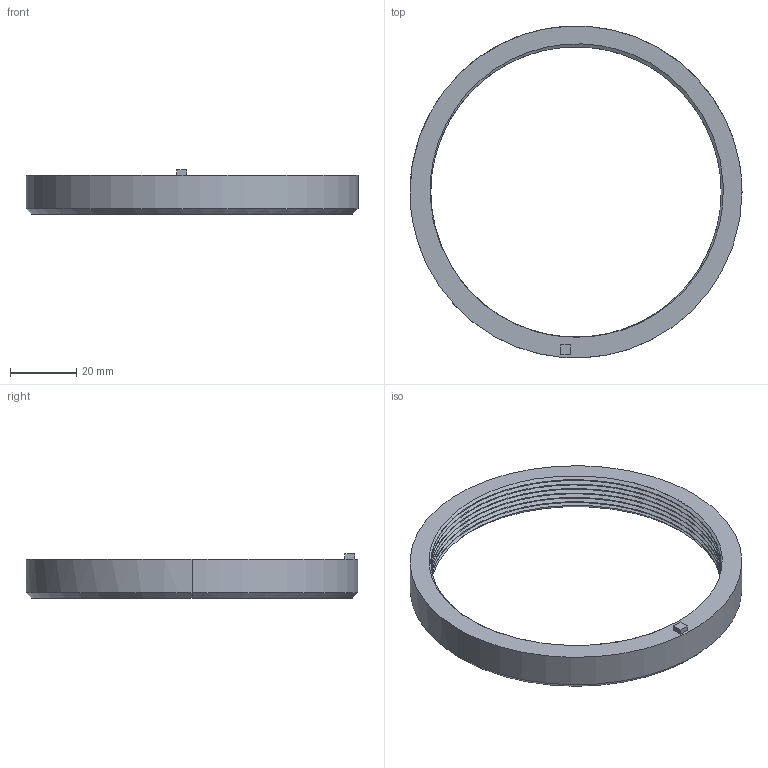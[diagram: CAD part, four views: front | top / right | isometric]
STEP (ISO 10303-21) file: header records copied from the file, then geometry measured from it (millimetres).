
FILE_DESCRIPTION(/* description */ (''),/* implementation_level */ '2;1');
FILE_NAME(/* name */ 'TUBEDT~1',/* time_stamp */ '2022-12-14T11:39:26+03:00',/* author */ (''),/* organization */ (''),/* preprocessor_version */ 'ST-DEVELOPER v16.5',/* originating_system */ '',/* authorisation */ '');
FILE_SCHEMA (('CONFIG_CONTROL_DESIGN'));
Length unit declared in the file: millimetre
Products named in the file (1): Document
Bounding box: 100.48 x 100.37 x 13.35 mm (x, y, z)
Volume: 19873.3 mm3; surface area: 12278.7 mm2
Topology: 1 solids, 1 shells, 30 faces, 78 edges, 51 vertices
Faces by surface type: cylinder 16, plane 7, bspline 7
Entity records: 2426 total; most frequent: CARTESIAN_POINT 1845, ORIENTED_EDGE 156, EDGE_CURVE 78, VERTEX_POINT 51, B_SPLINE_CURVE_WITH_KNOTS 39, EDGE_LOOP 33, ADVANCED_FACE 30, FACE_OUTER_BOUND 30
